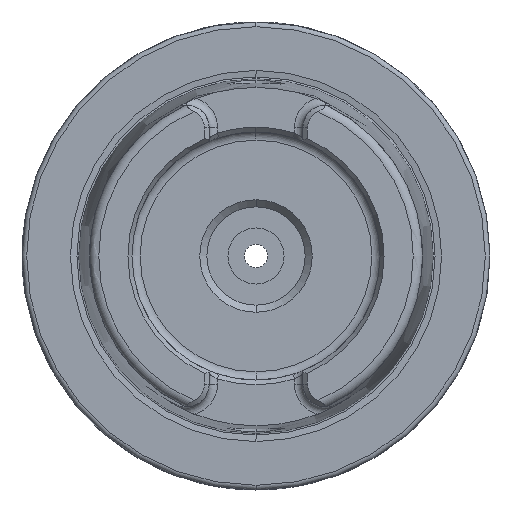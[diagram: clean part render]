
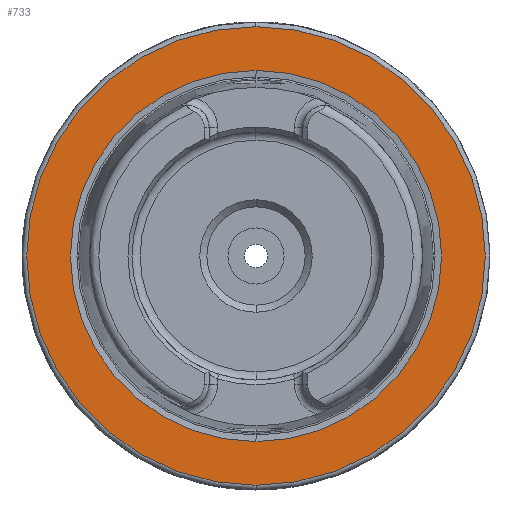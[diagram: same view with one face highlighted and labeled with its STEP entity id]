
A CAD part, left-side view. The second image highlights one B-rep face of the part: STEP entity #733.
In plain terms, the highlighted planar face has unit normal (-1, 0, 0).
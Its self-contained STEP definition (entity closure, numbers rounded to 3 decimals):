
#58 = CARTESIAN_POINT ( 'NONE',  ( 0.05, 0., 0. ) ) ;
#241 = DIRECTION ( 'NONE',  ( 1., 0., 0. ) ) ;
#534 = EDGE_LOOP ( 'NONE', ( #2876, #6729 ) ) ;
#687 = DIRECTION ( 'NONE',  ( 0., 0., -1. ) ) ;
#733 = ADVANCED_FACE ( 'NONE', ( #6890, #6502 ), #6779, .T. ) ;
#952 = VERTEX_POINT ( 'NONE', #3943 ) ;
#1040 = AXIS2_PLACEMENT_3D ( 'NONE', #58, #4541, #687 ) ;
#1171 = VERTEX_POINT ( 'NONE', #7477 ) ;
#1419 = AXIS2_PLACEMENT_3D ( 'NONE', #7946, #1568, #4532 ) ;
#1427 = EDGE_CURVE ( 'NONE', #1171, #4196, #2915, .T. ) ;
#1568 = DIRECTION ( 'NONE',  ( -1., 0., 0. ) ) ;
#1908 = CARTESIAN_POINT ( 'NONE',  ( 0.05, 0., 0. ) ) ;
#2106 = CIRCLE ( 'NONE', #7521, 39.647 ) ;
#2118 = ORIENTED_EDGE ( 'NONE', *, *, #1427, .F. ) ;
#2248 = DIRECTION ( 'NONE',  ( 1., 0., 0. ) ) ;
#2303 = AXIS2_PLACEMENT_3D ( 'NONE', #1908, #6388, #2553 ) ;
#2553 = DIRECTION ( 'NONE',  ( 0., 0., -1. ) ) ;
#2584 = CARTESIAN_POINT ( 'NONE',  ( 0.05, 0., 49. ) ) ;
#2752 = CIRCLE ( 'NONE', #2303, 49. ) ;
#2876 = ORIENTED_EDGE ( 'NONE', *, *, #3511, .T. ) ;
#2915 = CIRCLE ( 'NONE', #6813, 49. ) ;
#3364 = EDGE_LOOP ( 'NONE', ( #2118, #8221 ) ) ;
#3511 = EDGE_CURVE ( 'NONE', #7256, #952, #2106, .T. ) ;
#3694 = CIRCLE ( 'NONE', #1040, 39.647 ) ;
#3943 = CARTESIAN_POINT ( 'NONE',  ( 0.05, 0., -39.647 ) ) ;
#4070 = CARTESIAN_POINT ( 'NONE',  ( 0.05, 0., 0. ) ) ;
#4180 = EDGE_CURVE ( 'NONE', #952, #7256, #3694, .T. ) ;
#4196 = VERTEX_POINT ( 'NONE', #2584 ) ;
#4532 = DIRECTION ( 'NONE',  ( 0., 0., 1. ) ) ;
#4541 = DIRECTION ( 'NONE',  ( 1., 0., 0. ) ) ;
#4718 = CARTESIAN_POINT ( 'NONE',  ( 0.05, 0., 39.647 ) ) ;
#4720 = DIRECTION ( 'NONE',  ( 0., 0., -1. ) ) ;
#6085 = CARTESIAN_POINT ( 'NONE',  ( 0.05, 0., 0. ) ) ;
#6388 = DIRECTION ( 'NONE',  ( 1., 0., 0. ) ) ;
#6502 = FACE_OUTER_BOUND ( 'NONE', #3364, .T. ) ;
#6726 = DIRECTION ( 'NONE',  ( 0., 0., -1. ) ) ;
#6729 = ORIENTED_EDGE ( 'NONE', *, *, #4180, .T. ) ;
#6779 = PLANE ( 'NONE',  #1419 ) ;
#6813 = AXIS2_PLACEMENT_3D ( 'NONE', #6085, #2248, #6726 ) ;
#6890 = FACE_BOUND ( 'NONE', #534, .T. ) ;
#7018 = EDGE_CURVE ( 'NONE', #4196, #1171, #2752, .T. ) ;
#7256 = VERTEX_POINT ( 'NONE', #4718 ) ;
#7477 = CARTESIAN_POINT ( 'NONE',  ( 0.05, 0., -49. ) ) ;
#7521 = AXIS2_PLACEMENT_3D ( 'NONE', #4070, #241, #4720 ) ;
#7946 = CARTESIAN_POINT ( 'NONE',  ( 0.05, 39.647, 0. ) ) ;
#8221 = ORIENTED_EDGE ( 'NONE', *, *, #7018, .F. ) ;
